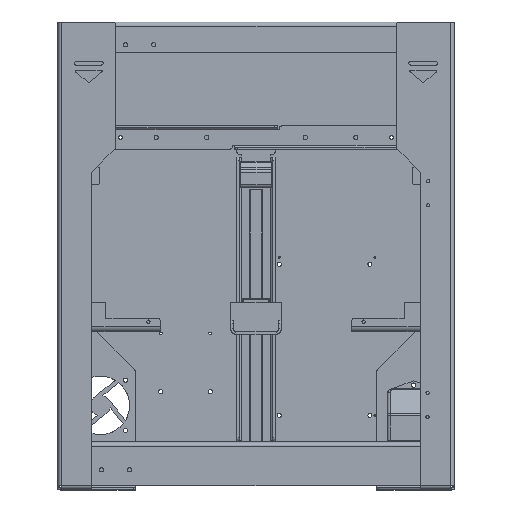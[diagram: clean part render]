
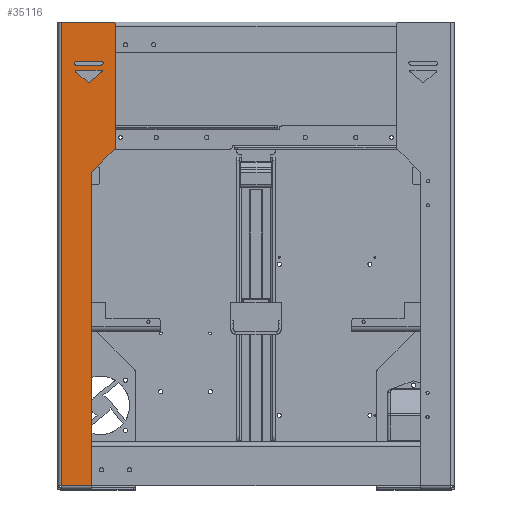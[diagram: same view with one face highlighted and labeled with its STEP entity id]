
A CAD part, top view. The second image highlights one B-rep face of the part: STEP entity #35116.
In plain terms, the highlighted planar face has unit normal (0, 0, 1).
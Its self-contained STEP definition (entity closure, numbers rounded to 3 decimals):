
#453=FACE_BOUND('',#4866,.T.);
#454=FACE_BOUND('',#4867,.T.);
#2686=FACE_OUTER_BOUND('',#4865,.T.);
#4865=EDGE_LOOP('',(#30526,#30527,#30528,#30529,#30530,#30531,#30532,#30533,
#30534));
#4866=EDGE_LOOP('',(#30535,#30536,#30537,#30538,#30539,#30540));
#4867=EDGE_LOOP('',(#30541,#30542,#30543,#30544));
#6195=CIRCLE('',#37796,1.75);
#6196=CIRCLE('',#37799,1.75);
#6197=CIRCLE('',#37802,1.);
#6198=CIRCLE('',#37805,1.);
#6199=CIRCLE('',#37808,1.);
#6322=CIRCLE('',#38056,3.);
#6323=CIRCLE('',#38057,3.);
#6324=CIRCLE('',#38058,3.);
#9567=LINE('',#56586,#13310);
#9570=LINE('',#56593,#13313);
#9573=LINE('',#56602,#13316);
#9577=LINE('',#56611,#13320);
#9579=LINE('',#56617,#13322);
#9580=LINE('',#56622,#13323);
#9781=LINE('',#57265,#13524);
#9782=LINE('',#57266,#13525);
#9783=LINE('',#57268,#13526);
#9784=LINE('',#57272,#13527);
#9785=LINE('',#57275,#13528);
#13310=VECTOR('',#46254,10.);
#13313=VECTOR('',#46263,10.);
#13316=VECTOR('',#46272,10.);
#13320=VECTOR('',#46282,10.);
#13322=VECTOR('',#46290,10.);
#13323=VECTOR('',#46295,10.);
#13524=VECTOR('',#46986,10.);
#13525=VECTOR('',#46987,10.);
#13526=VECTOR('',#46988,10.);
#13527=VECTOR('',#46991,10.);
#13528=VECTOR('',#46994,10.);
#16589=VERTEX_POINT('',#56579);
#16590=VERTEX_POINT('',#56581);
#16591=VERTEX_POINT('',#56585);
#16592=VERTEX_POINT('',#56589);
#16593=VERTEX_POINT('',#56595);
#16594=VERTEX_POINT('',#56596);
#16595=VERTEX_POINT('',#56601);
#16596=VERTEX_POINT('',#56605);
#16597=VERTEX_POINT('',#56609);
#16598=VERTEX_POINT('',#56613);
#16599=VERTEX_POINT('',#56619);
#16600=VERTEX_POINT('',#56621);
#16795=VERTEX_POINT('',#57261);
#16796=VERTEX_POINT('',#57262);
#16797=VERTEX_POINT('',#57264);
#16798=VERTEX_POINT('',#57267);
#16799=VERTEX_POINT('',#57269);
#16800=VERTEX_POINT('',#57271);
#16801=VERTEX_POINT('',#57273);
#21163=EDGE_CURVE('',#16590,#16589,#6195,.T.);
#21165=EDGE_CURVE('',#16591,#16590,#9567,.T.);
#21167=EDGE_CURVE('',#16592,#16591,#6196,.T.);
#21169=EDGE_CURVE('',#16589,#16592,#9570,.T.);
#21170=EDGE_CURVE('',#16593,#16594,#6197,.T.);
#21173=EDGE_CURVE('',#16595,#16594,#9573,.T.);
#21175=EDGE_CURVE('',#16595,#16596,#6198,.T.);
#21178=EDGE_CURVE('',#16597,#16596,#9577,.T.);
#21179=EDGE_CURVE('',#16597,#16598,#6199,.T.);
#21181=EDGE_CURVE('',#16593,#16598,#9579,.T.);
#21183=EDGE_CURVE('',#16600,#16599,#9580,.T.);
#21505=EDGE_CURVE('',#16795,#16796,#6322,.T.);
#21506=EDGE_CURVE('',#16795,#16797,#9781,.T.);
#21507=EDGE_CURVE('',#16797,#16600,#9782,.T.);
#21508=EDGE_CURVE('',#16599,#16798,#9783,.T.);
#21509=EDGE_CURVE('',#16799,#16798,#6323,.T.);
#21510=EDGE_CURVE('',#16800,#16799,#9784,.T.);
#21511=EDGE_CURVE('',#16801,#16800,#6324,.T.);
#21512=EDGE_CURVE('',#16796,#16801,#9785,.T.);
#30526=ORIENTED_EDGE('',*,*,#21505,.F.);
#30527=ORIENTED_EDGE('',*,*,#21506,.T.);
#30528=ORIENTED_EDGE('',*,*,#21507,.T.);
#30529=ORIENTED_EDGE('',*,*,#21183,.T.);
#30530=ORIENTED_EDGE('',*,*,#21508,.T.);
#30531=ORIENTED_EDGE('',*,*,#21509,.F.);
#30532=ORIENTED_EDGE('',*,*,#21510,.F.);
#30533=ORIENTED_EDGE('',*,*,#21511,.F.);
#30534=ORIENTED_EDGE('',*,*,#21512,.F.);
#30535=ORIENTED_EDGE('',*,*,#21181,.T.);
#30536=ORIENTED_EDGE('',*,*,#21179,.F.);
#30537=ORIENTED_EDGE('',*,*,#21178,.T.);
#30538=ORIENTED_EDGE('',*,*,#21175,.F.);
#30539=ORIENTED_EDGE('',*,*,#21173,.T.);
#30540=ORIENTED_EDGE('',*,*,#21170,.F.);
#30541=ORIENTED_EDGE('',*,*,#21169,.T.);
#30542=ORIENTED_EDGE('',*,*,#21167,.T.);
#30543=ORIENTED_EDGE('',*,*,#21165,.T.);
#30544=ORIENTED_EDGE('',*,*,#21163,.T.);
#33413=PLANE('',#38055);
#35116=ADVANCED_FACE('',(#2686,#453,#454),#33413,.T.);
#37796=AXIS2_PLACEMENT_3D('',#56582,#46249,#46250);
#37799=AXIS2_PLACEMENT_3D('',#56590,#46258,#46259);
#37802=AXIS2_PLACEMENT_3D('',#56597,#46266,#46267);
#37805=AXIS2_PLACEMENT_3D('',#56606,#46276,#46277);
#37808=AXIS2_PLACEMENT_3D('',#56614,#46285,#46286);
#38055=AXIS2_PLACEMENT_3D('',#57260,#46982,#46983);
#38056=AXIS2_PLACEMENT_3D('',#57263,#46984,#46985);
#38057=AXIS2_PLACEMENT_3D('',#57270,#46989,#46990);
#38058=AXIS2_PLACEMENT_3D('',#57274,#46992,#46993);
#46249=DIRECTION('center_axis',(0.,0.,
-1.));
#46250=DIRECTION('ref_axis',(0.,-1.,0.));
#46254=DIRECTION('',(1.,0.,0.));
#46258=DIRECTION('center_axis',(0.,0.,
-1.));
#46259=DIRECTION('ref_axis',(0.,1.,0.));
#46263=DIRECTION('',(-1.,0.,0.));
#46266=DIRECTION('center_axis',(0.,0.,
1.));
#46267=DIRECTION('ref_axis',(-0.94,0.34,0.));
#46272=DIRECTION('',(-0.768,0.64,0.));
#46276=DIRECTION('center_axis',(0.,0.,
1.));
#46277=DIRECTION('ref_axis',(0.,-1.,0.));
#46282=DIRECTION('',(-0.768,-0.64,0.));
#46285=DIRECTION('center_axis',(0.,0.,
1.));
#46286=DIRECTION('ref_axis',(0.94,0.34,0.));
#46290=DIRECTION('',(1.,0.,0.));
#46295=DIRECTION('',(1.,0.,0.));
#46982=DIRECTION('center_axis',(0.,0.,
1.));
#46983=DIRECTION('ref_axis',(1.,0.,0.));
#46984=DIRECTION('center_axis',(0.,0.,
-1.));
#46985=DIRECTION('ref_axis',(0.707,0.707,0.));
#46986=DIRECTION('',(-1.,0.,0.));
#46987=DIRECTION('',(0.,-1.,0.));
#46988=DIRECTION('',(0.,1.,0.));
#46989=DIRECTION('center_axis',(0.,0.,
1.));
#46990=DIRECTION('ref_axis',(-0.924,0.383,0.));
#46991=DIRECTION('',(-0.707,-0.707,0.));
#46992=DIRECTION('center_axis',(0.,0.,
-1.));
#46993=DIRECTION('ref_axis',(0.924,-0.383,0.));
#46994=DIRECTION('',(0.,-1.,0.));
#56579=CARTESIAN_POINT('',(-153.5,71.25,184.));
#56581=CARTESIAN_POINT('',(-153.5,74.75,184.));
#56582=CARTESIAN_POINT('Origin',(-153.5,73.,184.));
#56585=CARTESIAN_POINT('',(-178.5,74.75,184.));
#56586=CARTESIAN_POINT('',(-179.381,74.75,184.));
#56589=CARTESIAN_POINT('',(-178.5,71.25,184.));
#56590=CARTESIAN_POINT('Origin',(-178.5,73.,184.));
#56593=CARTESIAN_POINT('',(-166.881,71.25,184.));
#56595=CARTESIAN_POINT('',(-178.238,66.,184.));
#56596=CARTESIAN_POINT('',(-178.878,64.232,184.));
#56597=CARTESIAN_POINT('Origin',(-178.238,65.,184.));
#56601=CARTESIAN_POINT('',(-166.64,54.033,184.));
#56602=CARTESIAN_POINT('',(-128.036,21.864,184.));
#56605=CARTESIAN_POINT('',(-165.36,54.033,184.));
#56606=CARTESIAN_POINT('Origin',(-166.,54.802,184.));
#56609=CARTESIAN_POINT('',(-153.122,64.232,184.));
#56611=CARTESIAN_POINT('',(-204.881,21.1,184.));
#56613=CARTESIAN_POINT('',(-153.762,66.,184.));
#56614=CARTESIAN_POINT('Origin',(-153.762,65.,184.));
#56617=CARTESIAN_POINT('',(-180.631,66.,184.));
#56619=CARTESIAN_POINT('',(-163.,-346.,184.));
#56621=CARTESIAN_POINT('',(-193.,-346.,184.));
#56622=CARTESIAN_POINT('',(-171.631,-346.,184.));
#57260=CARTESIAN_POINT('Origin',(-180.262,-118.,184.));
#57261=CARTESIAN_POINT('',(-142.,114.,184.));
#57262=CARTESIAN_POINT('',(-139.,111.,184.));
#57263=CARTESIAN_POINT('Origin',(-142.,111.,184.));
#57264=CARTESIAN_POINT('',(-193.,114.,184.));
#57265=CARTESIAN_POINT('',(-193.,114.,184.));
#57266=CARTESIAN_POINT('',(-193.,-118.,184.));
#57267=CARTESIAN_POINT('',(-163.,-36.243,184.));
#57268=CARTESIAN_POINT('',(-163.,114.,184.));
#57269=CARTESIAN_POINT('',(-162.121,-34.121,184.));
#57270=CARTESIAN_POINT('Origin',(-160.,-36.243,184.));
#57271=CARTESIAN_POINT('',(-139.879,-11.879,184.));
#57272=CARTESIAN_POINT('',(-139.,-11.,184.));
#57273=CARTESIAN_POINT('',(-139.,-9.757,184.));
#57274=CARTESIAN_POINT('Origin',(-142.,-9.757,184.));
#57275=CARTESIAN_POINT('',(-139.,114.,184.));
